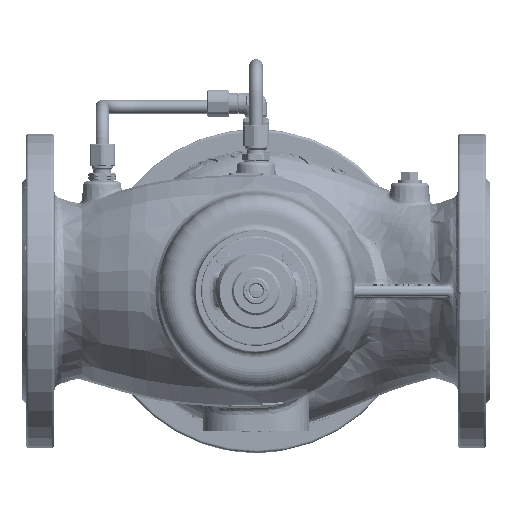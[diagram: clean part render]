
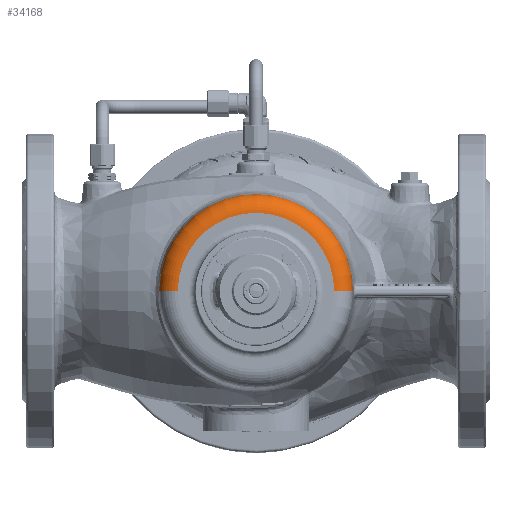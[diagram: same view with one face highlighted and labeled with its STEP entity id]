
A CAD part, front view. The second image highlights one B-rep face of the part: STEP entity #34168.
In plain terms, the highlighted toroidal (fillet/blend) face has major radius 58.48 mm and minor radius 14 mm.
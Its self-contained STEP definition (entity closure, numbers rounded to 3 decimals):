
#1466=CARTESIAN_POINT('',(0.,-135.,0.));
#1467=DIRECTION('',(0.,1.,0.));
#1468=DIRECTION('',(-1.,0.,0.));
#1469=AXIS2_PLACEMENT_3D('',#1466,#1467,#1468);
#1471=CARTESIAN_POINT('',(0.,-135.,0.));
#1472=DIRECTION('',(0.,1.,0.));
#1473=DIRECTION('',(-1.,0.,0.013));
#1474=AXIS2_PLACEMENT_3D('',#1471,#1472,#1473);
#1496=CARTESIAN_POINT('',(-58.48,-121.,0.));
#1497=DIRECTION('',(0.,0.,1.));
#1498=DIRECTION('',(-0.999,-0.035,0.));
#1499=AXIS2_PLACEMENT_3D('',#1496,#1497,#1498);
#1501=CARTESIAN_POINT('',(0.,-121.489,0.));
#1502=DIRECTION('',(0.,1.,0.));
#1503=DIRECTION('',(-1.,0.,0.));
#1504=AXIS2_PLACEMENT_3D('',#1501,#1502,#1503);
#1506=CARTESIAN_POINT('',(0.,-121.489,0.));
#1507=DIRECTION('',(0.,1.,0.));
#1508=DIRECTION('',(-1.,0.,0.013));
#1509=AXIS2_PLACEMENT_3D('',#1506,#1507,#1508);
#1511=CARTESIAN_POINT('',(58.48,-121.,0.));
#1512=DIRECTION('',(0.,0.,-1.));
#1513=DIRECTION('',(0.999,-0.035,0.));
#1514=AXIS2_PLACEMENT_3D('',#1511,#1512,#1513);
#28244=CARTESIAN_POINT('',(-72.472,-121.489,
0.));
#28245=VERTEX_POINT('',#28244);
#28248=CARTESIAN_POINT('',(72.472,-121.489,0.));
#28249=VERTEX_POINT('',#28248);
#28253=CARTESIAN_POINT('',(-72.466,-121.489,
0.953));
#28254=VERTEX_POINT('',#28253);
#28256=CARTESIAN_POINT('',(-58.475,-135.,0.769));
#28257=CARTESIAN_POINT('',(58.48,-135.,0.));
#28258=VERTEX_POINT('',#28256);
#28259=VERTEX_POINT('',#28257);
#28260=CARTESIAN_POINT('',(-58.48,-135.,0.));
#28261=VERTEX_POINT('',#28260);
#34153=CARTESIAN_POINT('',(0.,-121.,0.));
#34154=DIRECTION('',(0.,-1.,0.));
#34155=DIRECTION('',(1.,0.,-0.013));
#34156=AXIS2_PLACEMENT_3D('',#34153,#34154,#34155);
#34157=TOROIDAL_SURFACE('',#34156,58.48,14.);
#34158=ORIENTED_EDGE('',*,*,#34125,.F.);
#34159=ORIENTED_EDGE('',*,*,#34123,.F.);
#34160=ORIENTED_EDGE('',*,*,#34148,.F.);
#34162=ORIENTED_EDGE('',*,*,#34161,.T.);
#34164=ORIENTED_EDGE('',*,*,#34163,.T.);
#34165=ORIENTED_EDGE('',*,*,#34142,.T.);
#34166=EDGE_LOOP('',(#34158,#34159,#34160,#34162,#34164,#34165));
#34167=FACE_OUTER_BOUND('',#34166,.F.);
#34168=ADVANCED_FACE('',(#34167),#34157,.T.);
#1470=CIRCLE('',#1469,58.48);
#1475=CIRCLE('',#1474,58.48);
#1500=CIRCLE('',#1499,14.);
#1505=CIRCLE('',#1504,72.472);
#1510=CIRCLE('',#1509,72.472);
#1515=CIRCLE('',#1514,14.);
#34123=EDGE_CURVE('',#28261,#28258,#1470,.T.);
#34125=EDGE_CURVE('',#28258,#28259,#1475,.T.);
#34142=EDGE_CURVE('',#28249,#28259,#1515,.T.);
#34148=EDGE_CURVE('',#28245,#28261,#1500,.T.);
#34161=EDGE_CURVE('',#28245,#28254,#1505,.T.);
#34163=EDGE_CURVE('',#28254,#28249,#1510,.T.);
